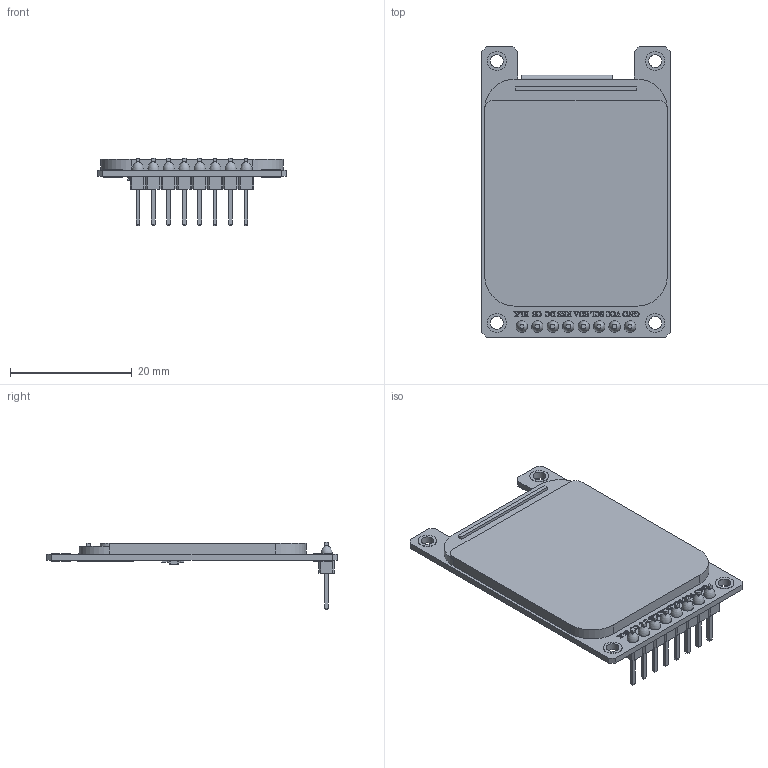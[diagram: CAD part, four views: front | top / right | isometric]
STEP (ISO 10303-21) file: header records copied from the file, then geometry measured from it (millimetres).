
FILE_DESCRIPTION(/* description */ ('Unknown'),/* implementation_level */ '2;1');
FILE_NAME(/* name */ 'Display 1.69 ST7789V2',/* time_stamp */ '2022-11-27T22:04:13+01:00',/* author */ ('Unknown'),/* organization */ ('Unknown'),/* preprocessor_version */ 'ST-DEVELOPER v18.1',/* originating_system */ 'Solid Edge',/* authorisation */ 'Unknown');
FILE_SCHEMA (('AUTOMOTIVE_DESIGN {1 0 10303 214 3 1 1}'));
Length unit declared in the file: millimetre
Products named in the file (7): Display 1.69 ST7789V2; PCB; Display; Pin; R-0603; C-0603; U-0603
Assembly tree (16 placements, depth 2):
  Display 1.69 ST7789V2
    PCB
    Display
    Pin  x8
    R-0603  x3
    C-0603  x2
    U-0603
Bounding box: 31 x 47.7 x 11.1 mm (x, y, z)
Volume: 3468.4 mm3; surface area: 6243.2 mm2
Topology: 16 solids, 16 shells, 776 faces, 1983 edges, 1312 vertices
Faces by surface type: plane 617, bspline 105, cylinder 46, torus 8
Full cylindrical faces by diameter (mm): 2.1 x4, 3.1 x8
Entity records: 22913 total; most frequent: CARTESIAN_POINT 7877, ORIENTED_EDGE 2540, DIRECTION 1929, EDGE_CURVE 1270, LINE 983, VECTOR 983, VERTEX_POINT 853, EDGE_LOOP 571
